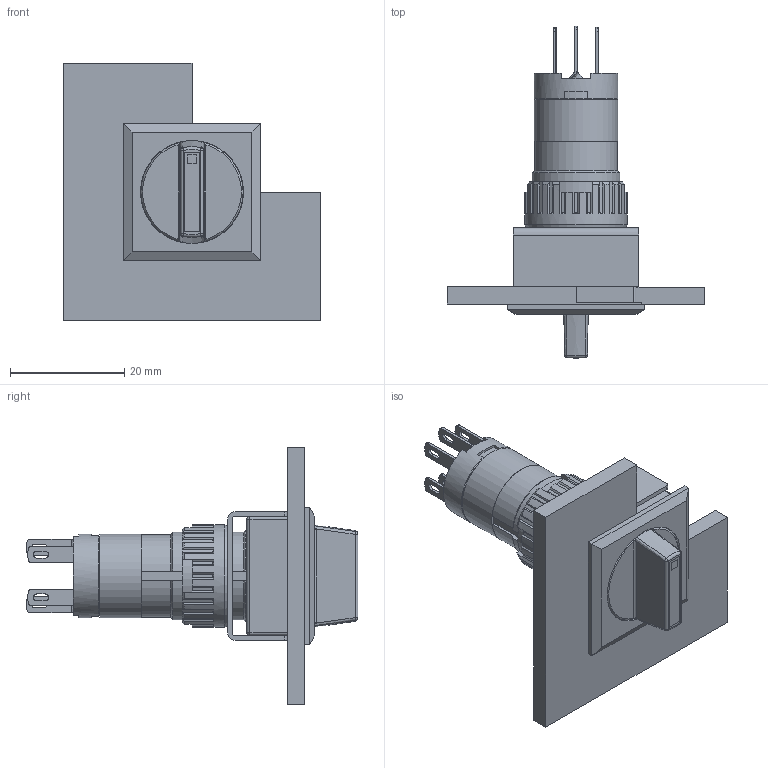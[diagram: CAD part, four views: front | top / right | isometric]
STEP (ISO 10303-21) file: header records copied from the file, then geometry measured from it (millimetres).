
FILE_DESCRIPTION(/* description */ ('Unknown'),/* implementation_level */ '2;1');
FILE_NAME(/* name */ '15_WS_flachE_2St_24x24_L1_2_8x0_5_00360410',/* time_stamp */ '2020-06-24T11:50:40+02:00',/* author */ ('Unknown'),/* organization */ ('Unknown'),/* preprocessor_version */ 'ST-DEVELOPER v16.7',/* originating_system */ 'DEX',/* authorisation */ $);
FILE_SCHEMA (('AUTOMOTIVE_DESIGN {1 0 10303 214 3 1 1}'));
Length unit declared in the file: millimetre
Products named in the file (18): WS_flachE_2St_24x24_L1_2_8x0_5_00360410; Frontrahmen-flach-24x24-WS_00312413; Dichtung_24x24_00311818; Vorsatz_WS_2St_flachE_L1_2_8x0_5_00360193; Vorsatz-Gehaeuse_Wahlschalter_2-Stg_00338172; Schaltelement_SP-E_2.8x0.5_steck_00333718; Schaltgehaeuse_SP-E_2.8x0.5_steck_00333719; Kontaktarm_2.8x0.5_00333724; Lampenkontaktfeder_linksdrall_00336241; Lampenkontaktfeder_rechtsdrall_00336242; V-Dichtung_erh-E_00311725; Frontplatte-Loch21x21_00311728; Befestigungsbuegel_239031099_00306925; Kurzhebel_flacherEinbau_00312229; Kurzhebel_flacherEinbau_00312230; Fenster_00312223; Folie_1_5x1_5_00312389; Befestigungsmutter_00311771
Assembly tree (20 placements, depth 4):
  WS_flachE_2St_24x24_L1_2_8x0_5_00360410
    Frontrahmen-flach-24x24-WS_00312413
    Dichtung_24x24_00311818
    Vorsatz_WS_2St_flachE_L1_2_8x0_5_00360193
      Vorsatz-Gehaeuse_Wahlschalter_2-Stg_00338172
      Schaltelement_SP-E_2.8x0.5_steck_00333718
        Schaltgehaeuse_SP-E_2.8x0.5_steck_00333719
        Kontaktarm_2.8x0.5_00333724  x4
        Lampenkontaktfeder_linksdrall_00336241
        Lampenkontaktfeder_rechtsdrall_00336242
      V-Dichtung_erh-E_00311725
    Frontplatte-Loch21x21_00311728
    Befestigungsbuegel_239031099_00306925
    Kurzhebel_flacherEinbau_00312229
      Kurzhebel_flacherEinbau_00312230
      Fenster_00312223
      Folie_1_5x1_5_00312389
    Befestigungsmutter_00311771
Bounding box: 45 x 58.1 x 45 mm (x, y, z)
Volume: 12959.9 mm3; surface area: 14954.4 mm2
Topology: 17 solids, 17 shells, 513 faces, 1311 edges, 847 vertices
Faces by surface type: plane 360, cylinder 91, cone 35, bspline 16, torus 7, sphere 4
Full cylindrical faces by diameter (mm): 11.1 x1, 12.1 x1, 12.6 x1, 13.4 x1, 14.7 x2, 14.9 x1, 15.5 x1, 16 x1, 16.05 x1, 17.9 x2, 18 x3, 18.05 x1
Entity records: 15016 total; most frequent: CARTESIAN_POINT 3095, ORIENTED_EDGE 2364, DIRECTION 2328, EDGE_CURVE 1182, LINE 836, VECTOR 836, VERTEX_POINT 781, AXIS2_PLACEMENT_3D 746
